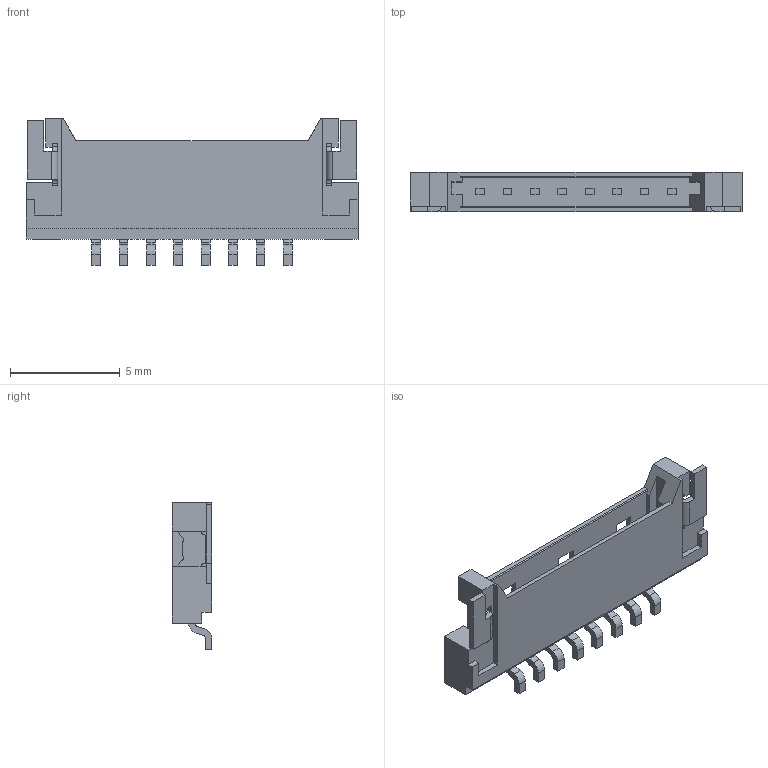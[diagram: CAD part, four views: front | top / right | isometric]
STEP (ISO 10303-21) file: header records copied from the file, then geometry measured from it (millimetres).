
FILE_DESCRIPTION (( 'STEP AP214' ), '1' );
FILE_NAME ('FWF12510-S08B14W5M-B-REF .STEP', '2025-03-04T09:43:11', ( '' ), ( '' ), 'SwSTEP 2.0', 'SolidWorks 2021', '' );
FILE_SCHEMA (( 'AUTOMOTIVE_DESIGN' ));
Length unit declared in the file: millimetre
Products named in the file (1): FWF12510-S08B14W5M-B-REF 
Bounding box: 15.15 x 1.8 x 6.7 mm (x, y, z)
Volume: 67.5 mm3; surface area: 369.1 mm2
Topology: 1 solids, 1 shells, 261 faces, 700 edges, 460 vertices
Faces by surface type: plane 213, cylinder 48
Entity records: 8100 total; most frequent: CARTESIAN_POINT 1422, ORIENTED_EDGE 1400, DIRECTION 1324, EDGE_CURVE 700, VECTOR 600, LINE 600, VERTEX_POINT 460, AXIS2_PLACEMENT_3D 362
